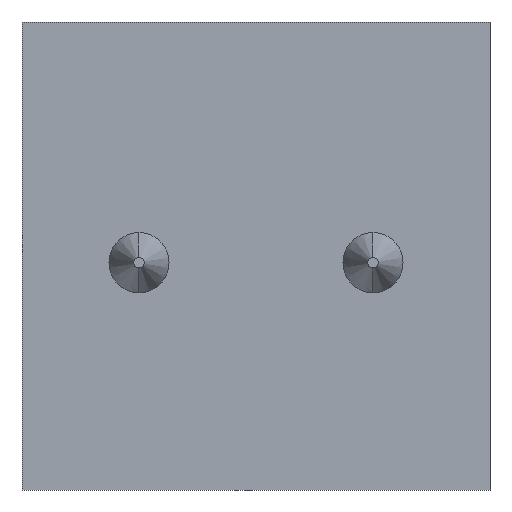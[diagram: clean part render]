
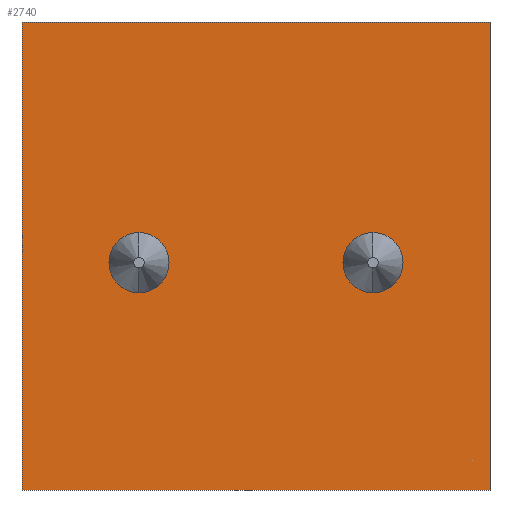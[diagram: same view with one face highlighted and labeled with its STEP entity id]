
A CAD part, front view. The second image highlights one B-rep face of the part: STEP entity #2740.
In plain terms, the highlighted planar face has unit normal (0, -1, 0).
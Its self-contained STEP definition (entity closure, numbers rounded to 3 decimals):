
#36 = CARTESIAN_POINT ( 'NONE',  ( 5.25, 0., -4.05 ) ) ;
#50 = CARTESIAN_POINT ( 'NONE',  ( 5.25, 0., -3.6 ) ) ;
#52 = VERTEX_POINT ( 'NONE', #1145 ) ;
#113 = DIRECTION ( 'NONE',  ( 0., -1., 0. ) ) ;
#148 = CARTESIAN_POINT ( 'NONE',  ( 7., 0., -7. ) ) ;
#184 = CARTESIAN_POINT ( 'NONE',  ( 5.25, 0., -3.6 ) ) ;
#281 = DIRECTION ( 'NONE',  ( 0., 0., 1. ) ) ;
#283 = EDGE_CURVE ( 'NONE', #519, #1159, #1967, .T. ) ;
#311 = VECTOR ( 'NONE', #1259, 1000. ) ;
#382 = EDGE_LOOP ( 'NONE', ( #1781, #1344 ) ) ;
#387 = EDGE_CURVE ( 'NONE', #52, #519, #2667, .T. ) ;
#412 = DIRECTION ( 'NONE',  ( 0., 0., 1. ) ) ;
#456 = ORIENTED_EDGE ( 'NONE', *, *, #1936, .F. ) ;
#468 = LINE ( 'NONE', #1017, #2708 ) ;
#513 = VERTEX_POINT ( 'NONE', #148 ) ;
#519 = VERTEX_POINT ( 'NONE', #2177 ) ;
#520 = CARTESIAN_POINT ( 'NONE',  ( 7., 0., 0. ) ) ;
#592 = CARTESIAN_POINT ( 'NONE',  ( 7., 0., -7. ) ) ;
#686 = VERTEX_POINT ( 'NONE', #1903 ) ;
#754 = AXIS2_PLACEMENT_3D ( 'NONE', #1108, #2689, #1335 ) ;
#819 = CARTESIAN_POINT ( 'NONE',  ( 1.75, 0., -4.05 ) ) ;
#842 = CARTESIAN_POINT ( 'NONE',  ( 1.75, 0., -3.6 ) ) ;
#873 = VECTOR ( 'NONE', #969, 1000. ) ;
#876 = FACE_OUTER_BOUND ( 'NONE', #1125, .T. ) ;
#910 = CIRCLE ( 'NONE', #2476, 0.45 ) ;
#929 = CARTESIAN_POINT ( 'NONE',  ( 5.25, 0., -3.15 ) ) ;
#969 = DIRECTION ( 'NONE',  ( -1., 0., 0. ) ) ;
#1017 = CARTESIAN_POINT ( 'NONE',  ( 7., 0., 0. ) ) ;
#1018 = AXIS2_PLACEMENT_3D ( 'NONE', #842, #2398, #1063 ) ;
#1043 = DIRECTION ( 'NONE',  ( -1., 0., 0. ) ) ;
#1063 = DIRECTION ( 'NONE',  ( 0., 0., 1. ) ) ;
#1097 = ORIENTED_EDGE ( 'NONE', *, *, #2482, .F. ) ;
#1108 = CARTESIAN_POINT ( 'NONE',  ( 7., 0., 0. ) ) ;
#1125 = EDGE_LOOP ( 'NONE', ( #2006, #456, #2395, #2646 ) ) ;
#1145 = CARTESIAN_POINT ( 'NONE',  ( 7., 0., 0. ) ) ;
#1155 = AXIS2_PLACEMENT_3D ( 'NONE', #184, #1738, #412 ) ;
#1159 = VERTEX_POINT ( 'NONE', #1440 ) ;
#1176 = CIRCLE ( 'NONE', #2442, 0.45 ) ;
#1259 = DIRECTION ( 'NONE',  ( 0., 0., -1. ) ) ;
#1298 = CIRCLE ( 'NONE', #1155, 0.45 ) ;
#1301 = LINE ( 'NONE', #592, #1817 ) ;
#1335 = DIRECTION ( 'NONE',  ( 0., 0., 1. ) ) ;
#1344 = ORIENTED_EDGE ( 'NONE', *, *, #2471, .F. ) ;
#1385 = FACE_BOUND ( 'NONE', #2348, .T. ) ;
#1440 = CARTESIAN_POINT ( 'NONE',  ( 0., 0., -7. ) ) ;
#1449 = CARTESIAN_POINT ( 'NONE',  ( 1.75, 0., -3.6 ) ) ;
#1546 = EDGE_CURVE ( 'NONE', #686, #2571, #1176, .T. ) ;
#1614 = DIRECTION ( 'NONE',  ( 0., -1., 0. ) ) ;
#1625 = EDGE_CURVE ( 'NONE', #52, #513, #468, .T. ) ;
#1667 = DIRECTION ( 'NONE',  ( 0., 0., 1. ) ) ;
#1738 = DIRECTION ( 'NONE',  ( 0., -1., 0. ) ) ;
#1781 = ORIENTED_EDGE ( 'NONE', *, *, #1546, .F. ) ;
#1817 = VECTOR ( 'NONE', #1043, 1000. ) ;
#1903 = CARTESIAN_POINT ( 'NONE',  ( 1.75, 0., -3.15 ) ) ;
#1926 = DIRECTION ( 'NONE',  ( 0., 0., -1. ) ) ;
#1936 = EDGE_CURVE ( 'NONE', #513, #1159, #1301, .T. ) ;
#1967 = LINE ( 'NONE', #2832, #311 ) ;
#1975 = CIRCLE ( 'NONE', #1018, 0.45 ) ;
#2002 = FACE_BOUND ( 'NONE', #382, .T. ) ;
#2006 = ORIENTED_EDGE ( 'NONE', *, *, #283, .T. ) ;
#2177 = CARTESIAN_POINT ( 'NONE',  ( 0., 0., 0. ) ) ;
#2191 = EDGE_CURVE ( 'NONE', #2815, #2852, #910, .T. ) ;
#2348 = EDGE_LOOP ( 'NONE', ( #2572, #1097 ) ) ;
#2395 = ORIENTED_EDGE ( 'NONE', *, *, #1625, .F. ) ;
#2398 = DIRECTION ( 'NONE',  ( 0., -1., 0. ) ) ;
#2441 = PLANE ( 'NONE',  #754 ) ;
#2442 = AXIS2_PLACEMENT_3D ( 'NONE', #1449, #113, #1667 ) ;
#2471 = EDGE_CURVE ( 'NONE', #2571, #686, #1975, .T. ) ;
#2476 = AXIS2_PLACEMENT_3D ( 'NONE', #50, #1614, #281 ) ;
#2482 = EDGE_CURVE ( 'NONE', #2852, #2815, #1298, .T. ) ;
#2571 = VERTEX_POINT ( 'NONE', #819 ) ;
#2572 = ORIENTED_EDGE ( 'NONE', *, *, #2191, .F. ) ;
#2646 = ORIENTED_EDGE ( 'NONE', *, *, #387, .T. ) ;
#2667 = LINE ( 'NONE', #520, #873 ) ;
#2689 = DIRECTION ( 'NONE',  ( 0., 1., 0. ) ) ;
#2708 = VECTOR ( 'NONE', #1926, 1000. ) ;
#2740 = ADVANCED_FACE ( 'NONE', ( #2002, #876, #1385 ), #2441, .F. ) ;
#2815 = VERTEX_POINT ( 'NONE', #929 ) ;
#2832 = CARTESIAN_POINT ( 'NONE',  ( 0., 0., 0. ) ) ;
#2852 = VERTEX_POINT ( 'NONE', #36 ) ;
